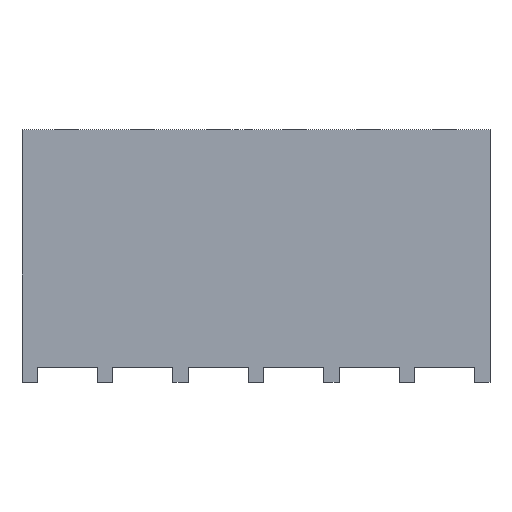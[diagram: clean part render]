
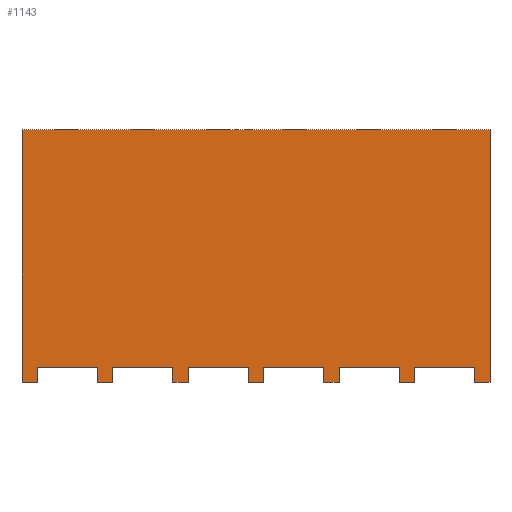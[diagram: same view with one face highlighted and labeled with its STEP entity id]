
A CAD part, top view. The second image highlights one B-rep face of the part: STEP entity #1143.
In plain terms, the highlighted planar face has unit normal (0, 0, 1).
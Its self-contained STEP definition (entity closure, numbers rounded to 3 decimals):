
#30=FACE_OUTER_BOUND('',#84,.T.);
#84=EDGE_LOOP('',(#758,#759,#760,#761,#762,#763,#764,#765,#766,#767,#768,
#769,#770,#771,#772,#773,#774,#775,#776,#777,#778,#779,#780,#781,#782,#783,
#784,#785));
#184=LINE('',#1615,#340);
#185=LINE('',#1617,#341);
#186=LINE('',#1619,#342);
#187=LINE('',#1621,#343);
#188=LINE('',#1623,#344);
#189=LINE('',#1625,#345);
#190=LINE('',#1627,#346);
#191=LINE('',#1629,#347);
#192=LINE('',#1631,#348);
#193=LINE('',#1633,#349);
#194=LINE('',#1635,#350);
#195=LINE('',#1637,#351);
#196=LINE('',#1639,#352);
#197=LINE('',#1641,#353);
#198=LINE('',#1643,#354);
#199=LINE('',#1645,#355);
#200=LINE('',#1647,#356);
#201=LINE('',#1649,#357);
#202=LINE('',#1651,#358);
#203=LINE('',#1653,#359);
#204=LINE('',#1655,#360);
#205=LINE('',#1657,#361);
#206=LINE('',#1659,#362);
#207=LINE('',#1661,#363);
#208=LINE('',#1663,#364);
#209=LINE('',#1665,#365);
#210=LINE('',#1667,#366);
#211=LINE('',#1668,#367);
#340=VECTOR('',#1317,1.);
#341=VECTOR('',#1318,1.);
#342=VECTOR('',#1319,1.);
#343=VECTOR('',#1320,1.);
#344=VECTOR('',#1321,1.);
#345=VECTOR('',#1322,1.);
#346=VECTOR('',#1323,1.);
#347=VECTOR('',#1324,1.);
#348=VECTOR('',#1325,1.);
#349=VECTOR('',#1326,1.);
#350=VECTOR('',#1327,1.);
#351=VECTOR('',#1328,1.);
#352=VECTOR('',#1329,1.);
#353=VECTOR('',#1330,1.);
#354=VECTOR('',#1331,1.);
#355=VECTOR('',#1332,1.);
#356=VECTOR('',#1333,1.);
#357=VECTOR('',#1334,1.);
#358=VECTOR('',#1335,1.);
#359=VECTOR('',#1336,1.);
#360=VECTOR('',#1337,1.);
#361=VECTOR('',#1338,1.);
#362=VECTOR('',#1339,1.);
#363=VECTOR('',#1340,1.);
#364=VECTOR('',#1341,1.);
#365=VECTOR('',#1342,1.);
#366=VECTOR('',#1343,1.);
#367=VECTOR('',#1344,1.);
#494=VERTEX_POINT('',#1613);
#495=VERTEX_POINT('',#1614);
#496=VERTEX_POINT('',#1616);
#497=VERTEX_POINT('',#1618);
#498=VERTEX_POINT('',#1620);
#499=VERTEX_POINT('',#1622);
#500=VERTEX_POINT('',#1624);
#501=VERTEX_POINT('',#1626);
#502=VERTEX_POINT('',#1628);
#503=VERTEX_POINT('',#1630);
#504=VERTEX_POINT('',#1632);
#505=VERTEX_POINT('',#1634);
#506=VERTEX_POINT('',#1636);
#507=VERTEX_POINT('',#1638);
#508=VERTEX_POINT('',#1640);
#509=VERTEX_POINT('',#1642);
#510=VERTEX_POINT('',#1644);
#511=VERTEX_POINT('',#1646);
#512=VERTEX_POINT('',#1648);
#513=VERTEX_POINT('',#1650);
#514=VERTEX_POINT('',#1652);
#515=VERTEX_POINT('',#1654);
#516=VERTEX_POINT('',#1656);
#517=VERTEX_POINT('',#1658);
#518=VERTEX_POINT('',#1660);
#519=VERTEX_POINT('',#1662);
#520=VERTEX_POINT('',#1664);
#521=VERTEX_POINT('',#1666);
#600=EDGE_CURVE('',#494,#495,#184,.T.);
#601=EDGE_CURVE('',#494,#496,#185,.T.);
#602=EDGE_CURVE('',#497,#496,#186,.T.);
#603=EDGE_CURVE('',#498,#497,#187,.T.);
#604=EDGE_CURVE('',#498,#499,#188,.T.);
#605=EDGE_CURVE('',#499,#500,#189,.T.);
#606=EDGE_CURVE('',#501,#500,#190,.T.);
#607=EDGE_CURVE('',#502,#501,#191,.T.);
#608=EDGE_CURVE('',#503,#502,#192,.T.);
#609=EDGE_CURVE('',#503,#504,#193,.T.);
#610=EDGE_CURVE('',#505,#504,#194,.T.);
#611=EDGE_CURVE('',#506,#505,#195,.T.);
#612=EDGE_CURVE('',#507,#506,#196,.T.);
#613=EDGE_CURVE('',#507,#508,#197,.T.);
#614=EDGE_CURVE('',#509,#508,#198,.T.);
#615=EDGE_CURVE('',#510,#509,#199,.T.);
#616=EDGE_CURVE('',#511,#510,#200,.T.);
#617=EDGE_CURVE('',#511,#512,#201,.T.);
#618=EDGE_CURVE('',#513,#512,#202,.T.);
#619=EDGE_CURVE('',#514,#513,#203,.T.);
#620=EDGE_CURVE('',#515,#514,#204,.T.);
#621=EDGE_CURVE('',#515,#516,#205,.T.);
#622=EDGE_CURVE('',#517,#516,#206,.T.);
#623=EDGE_CURVE('',#518,#517,#207,.T.);
#624=EDGE_CURVE('',#519,#518,#208,.T.);
#625=EDGE_CURVE('',#519,#520,#209,.T.);
#626=EDGE_CURVE('',#521,#520,#210,.T.);
#627=EDGE_CURVE('',#495,#521,#211,.T.);
#758=ORIENTED_EDGE('',*,*,#600,.F.);
#759=ORIENTED_EDGE('',*,*,#601,.T.);
#760=ORIENTED_EDGE('',*,*,#602,.F.);
#761=ORIENTED_EDGE('',*,*,#603,.F.);
#762=ORIENTED_EDGE('',*,*,#604,.T.);
#763=ORIENTED_EDGE('',*,*,#605,.T.);
#764=ORIENTED_EDGE('',*,*,#606,.F.);
#765=ORIENTED_EDGE('',*,*,#607,.F.);
#766=ORIENTED_EDGE('',*,*,#608,.F.);
#767=ORIENTED_EDGE('',*,*,#609,.T.);
#768=ORIENTED_EDGE('',*,*,#610,.F.);
#769=ORIENTED_EDGE('',*,*,#611,.F.);
#770=ORIENTED_EDGE('',*,*,#612,.F.);
#771=ORIENTED_EDGE('',*,*,#613,.T.);
#772=ORIENTED_EDGE('',*,*,#614,.F.);
#773=ORIENTED_EDGE('',*,*,#615,.F.);
#774=ORIENTED_EDGE('',*,*,#616,.F.);
#775=ORIENTED_EDGE('',*,*,#617,.T.);
#776=ORIENTED_EDGE('',*,*,#618,.F.);
#777=ORIENTED_EDGE('',*,*,#619,.F.);
#778=ORIENTED_EDGE('',*,*,#620,.F.);
#779=ORIENTED_EDGE('',*,*,#621,.T.);
#780=ORIENTED_EDGE('',*,*,#622,.F.);
#781=ORIENTED_EDGE('',*,*,#623,.F.);
#782=ORIENTED_EDGE('',*,*,#624,.F.);
#783=ORIENTED_EDGE('',*,*,#625,.T.);
#784=ORIENTED_EDGE('',*,*,#626,.F.);
#785=ORIENTED_EDGE('',*,*,#627,.F.);
#1034=PLANE('',#1217);
#1143=ADVANCED_FACE('',(#30),#1034,.F.);
#1217=AXIS2_PLACEMENT_3D('',#1612,#1315,#1316);
#1315=DIRECTION('center_axis',(0.,0.,-1.));
#1316=DIRECTION('ref_axis',(-1.,0.,0.));
#1317=DIRECTION('',(0.,1.,0.));
#1318=DIRECTION('',(1.,0.,0.));
#1319=DIRECTION('',(0.,-1.,0.));
#1320=DIRECTION('',(1.,0.,0.));
#1321=DIRECTION('',(0.,-1.,0.));
#1322=DIRECTION('',(1.,0.,0.));
#1323=DIRECTION('',(0.,-1.,0.));
#1324=DIRECTION('',(-1.,0.,0.));
#1325=DIRECTION('',(0.,1.,0.));
#1326=DIRECTION('',(1.,0.,0.));
#1327=DIRECTION('',(0.,-1.,0.));
#1328=DIRECTION('',(-1.,0.,0.));
#1329=DIRECTION('',(0.,1.,0.));
#1330=DIRECTION('',(1.,0.,0.));
#1331=DIRECTION('',(0.,-1.,0.));
#1332=DIRECTION('',(-1.,0.,0.));
#1333=DIRECTION('',(0.,1.,0.));
#1334=DIRECTION('',(1.,0.,0.));
#1335=DIRECTION('',(0.,-1.,0.));
#1336=DIRECTION('',(-1.,0.,0.));
#1337=DIRECTION('',(0.,1.,0.));
#1338=DIRECTION('',(1.,0.,0.));
#1339=DIRECTION('',(0.,-1.,0.));
#1340=DIRECTION('',(-1.,0.,0.));
#1341=DIRECTION('',(0.,1.,0.));
#1342=DIRECTION('',(1.,0.,0.));
#1343=DIRECTION('',(0.,-1.,0.));
#1344=DIRECTION('',(-1.,0.,0.));
#1612=CARTESIAN_POINT('Origin',(-7.874,8.509,1.207));
#1613=CARTESIAN_POINT('',(7.366,0.,1.207));
#1614=CARTESIAN_POINT('',(7.366,0.508,1.207));
#1615=CARTESIAN_POINT('',(7.366,8.509,1.207));
#1616=CARTESIAN_POINT('',(7.874,0.,1.207));
#1617=CARTESIAN_POINT('',(-7.874,0.,1.207));
#1618=CARTESIAN_POINT('',(7.874,8.509,1.207));
#1619=CARTESIAN_POINT('',(7.874,8.509,1.207));
#1620=CARTESIAN_POINT('',(-7.874,8.509,1.207));
#1621=CARTESIAN_POINT('',(-7.874,8.509,1.207));
#1622=CARTESIAN_POINT('',(-7.874,0.,1.207));
#1623=CARTESIAN_POINT('',(-7.874,8.509,1.207));
#1624=CARTESIAN_POINT('',(-7.366,0.,1.207));
#1625=CARTESIAN_POINT('',(-7.874,0.,1.207));
#1626=CARTESIAN_POINT('',(-7.366,0.508,1.207));
#1627=CARTESIAN_POINT('',(-7.366,8.509,1.207));
#1628=CARTESIAN_POINT('',(-5.334,0.508,1.207));
#1629=CARTESIAN_POINT('',(-7.874,0.508,1.207));
#1630=CARTESIAN_POINT('',(-5.334,0.,1.207));
#1631=CARTESIAN_POINT('',(-5.334,8.509,1.207));
#1632=CARTESIAN_POINT('',(-4.826,0.,1.207));
#1633=CARTESIAN_POINT('',(-7.874,0.,1.207));
#1634=CARTESIAN_POINT('',(-4.826,0.508,1.207));
#1635=CARTESIAN_POINT('',(-4.826,8.509,1.207));
#1636=CARTESIAN_POINT('',(-2.794,0.508,1.207));
#1637=CARTESIAN_POINT('',(-7.874,0.508,1.207));
#1638=CARTESIAN_POINT('',(-2.794,0.,1.207));
#1639=CARTESIAN_POINT('',(-2.794,8.509,1.207));
#1640=CARTESIAN_POINT('',(-2.286,0.,1.207));
#1641=CARTESIAN_POINT('',(-7.874,0.,1.207));
#1642=CARTESIAN_POINT('',(-2.286,0.508,1.207));
#1643=CARTESIAN_POINT('',(-2.286,8.509,1.207));
#1644=CARTESIAN_POINT('',(-0.254,0.508,1.207));
#1645=CARTESIAN_POINT('',(-7.874,0.508,1.207));
#1646=CARTESIAN_POINT('',(-0.254,0.,1.207));
#1647=CARTESIAN_POINT('',(-0.254,8.509,1.207));
#1648=CARTESIAN_POINT('',(0.254,0.,1.207));
#1649=CARTESIAN_POINT('',(-7.874,0.,1.207));
#1650=CARTESIAN_POINT('',(0.254,0.508,1.207));
#1651=CARTESIAN_POINT('',(0.254,8.509,1.207));
#1652=CARTESIAN_POINT('',(2.286,0.508,1.207));
#1653=CARTESIAN_POINT('',(-7.874,0.508,1.207));
#1654=CARTESIAN_POINT('',(2.286,0.,1.207));
#1655=CARTESIAN_POINT('',(2.286,8.509,1.207));
#1656=CARTESIAN_POINT('',(2.794,0.,1.207));
#1657=CARTESIAN_POINT('',(-7.874,0.,1.207));
#1658=CARTESIAN_POINT('',(2.794,0.508,1.207));
#1659=CARTESIAN_POINT('',(2.794,8.509,1.207));
#1660=CARTESIAN_POINT('',(4.826,0.508,1.207));
#1661=CARTESIAN_POINT('',(-7.874,0.508,1.207));
#1662=CARTESIAN_POINT('',(4.826,0.,1.207));
#1663=CARTESIAN_POINT('',(4.826,8.509,1.207));
#1664=CARTESIAN_POINT('',(5.334,0.,1.207));
#1665=CARTESIAN_POINT('',(-7.874,0.,1.207));
#1666=CARTESIAN_POINT('',(5.334,0.508,1.207));
#1667=CARTESIAN_POINT('',(5.334,8.509,1.207));
#1668=CARTESIAN_POINT('',(-7.874,0.508,1.207));
